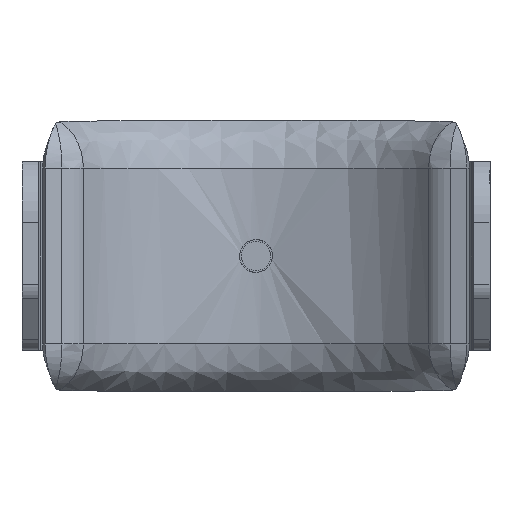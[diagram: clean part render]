
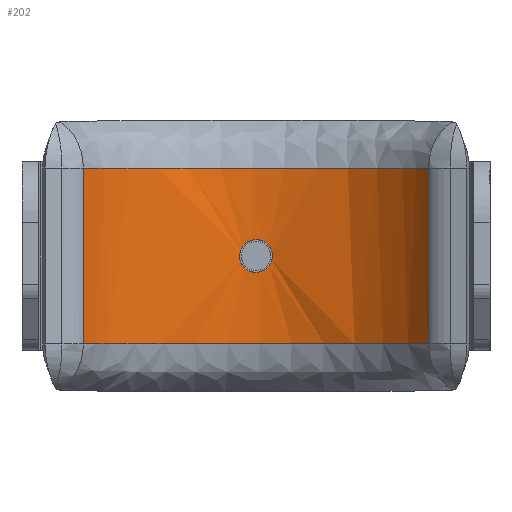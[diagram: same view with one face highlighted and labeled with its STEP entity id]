
A CAD part, front view. The second image highlights one B-rep face of the part: STEP entity #202.
In plain terms, the highlighted free-form (B-spline) face has degree [1, 2] with [2, 9] control points.
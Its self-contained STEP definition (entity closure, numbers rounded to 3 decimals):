
#32=FACE_BOUND('',#689,.T.);
#202=ADVANCED_FACE('',(#440,#32),#3614,.T.);
#440=FACE_OUTER_BOUND('',#688,.T.);
#688=EDGE_LOOP('',(#1600,#1601,#1602,#1603));
#689=EDGE_LOOP('',(#1604,#1605));
#1600=ORIENTED_EDGE('',*,*,#2331,.F.);
#1601=ORIENTED_EDGE('',*,*,#2329,.F.);
#1602=ORIENTED_EDGE('',*,*,#2330,.F.);
#1603=ORIENTED_EDGE('',*,*,#2332,.F.);
#1604=ORIENTED_EDGE('',*,*,#2449,.F.);
#1605=ORIENTED_EDGE('',*,*,#2445,.F.);
#2329=EDGE_CURVE('',#3320,#3321,#3014,.T.);
#2330=EDGE_CURVE('',#3322,#3320,#2810,.T.);
#2331=EDGE_CURVE('',#3321,#3323,#2811,.T.);
#2332=EDGE_CURVE('',#3323,#3322,#3015,.T.);
#2445=EDGE_CURVE('',#3384,#3387,#2896,.T.);
#2449=EDGE_CURVE('',#3387,#3384,#2897,.T.);
#2810=B_SPLINE_CURVE_WITH_KNOTS('',1,(#9133,#9134),.UNSPECIFIED.,.F.,.F.,
(2,2),(-21.434,0.),.UNSPECIFIED.);
#2811=B_SPLINE_CURVE_WITH_KNOTS('',1,(#9135,#9136),.UNSPECIFIED.,.F.,.F.,
(2,2),(0.,21.434),.UNSPECIFIED.);
#2896=B_SPLINE_CURVE_WITH_KNOTS('',3,(#9782,#9783,#9784,#9785,#9786,#9787,
#9788,#9789,#9790,#9791,#9792,#9793,#9794,#9795,#9796,#9797,#9798,#9799,
#9800,#9801,#9802,#9803,#9804,#9805,#9806,#9807,#9808),.UNSPECIFIED.,.F.,
 .F.,(4,2,2,2,2,2,3,2,2,2,2,2,4),(0.,0.394,0.788,
1.578,2.367,2.761,3.155,3.549,
3.943,4.733,5.523,5.917,6.311),
 .UNSPECIFIED.);
#2897=B_SPLINE_CURVE_WITH_KNOTS('',3,(#9818,#9819,#9820,#9821,#9822,#9823,
#9824,#9825,#9826,#9827,#9828,#9829,#9830,#9831,#9832,#9833,#9834,#9835,
#9836,#9837,#9838,#9839,#9840,#9841,#9842,#9843,#9844),.UNSPECIFIED.,.F.,
 .F.,(4,2,2,2,2,2,3,2,2,2,2,2,4),(6.311,6.705,7.099,
7.889,8.678,9.072,9.466,9.86,
10.254,11.044,11.834,12.228,12.622),
 .UNSPECIFIED.);
#3014=(
BOUNDED_CURVE()
B_SPLINE_CURVE(2,(#9128,#9129,#9130,#9131,#9132),.UNSPECIFIED.,.F.,.F.)
B_SPLINE_CURVE_WITH_KNOTS((3,2,3),(0.,24.505,49.009),
 .UNSPECIFIED.)
CURVE()
GEOMETRIC_REPRESENTATION_ITEM()
RATIONAL_B_SPLINE_CURVE((1.,0.891,1.,0.891,1.))
REPRESENTATION_ITEM('')
);
#3015=(
BOUNDED_CURVE()
B_SPLINE_CURVE(2,(#9137,#9138,#9139,#9140,#9141),.UNSPECIFIED.,.F.,.F.)
B_SPLINE_CURVE_WITH_KNOTS((3,2,3),(-49.009,-24.505,0.),
 .UNSPECIFIED.)
CURVE()
GEOMETRIC_REPRESENTATION_ITEM()
RATIONAL_B_SPLINE_CURVE((1.,0.891,1.,0.891,1.))
REPRESENTATION_ITEM('')
);
#3320=VERTEX_POINT('',#9060);
#3321=VERTEX_POINT('',#9061);
#3322=VERTEX_POINT('',#9062);
#3323=VERTEX_POINT('',#9063);
#3384=VERTEX_POINT('',#9124);
#3387=VERTEX_POINT('',#9127);
#3614=(
BOUNDED_SURFACE()
B_SPLINE_SURFACE(1,2,((#7693,#7694,#7695,#7696,#7697,#7698,#7699,#7700,
#7701),(#7702,#7703,#7704,#7705,#7706,#7707,#7708,#7709,#7710)),
 .UNSPECIFIED.,.F.,.F.,.F.)
B_SPLINE_SURFACE_WITH_KNOTS((2,2),(3,2,2,2,3),(0.,25.723),(0.,40.841,
81.681,122.522,163.363),.UNSPECIFIED.)
GEOMETRIC_REPRESENTATION_ITEM()
RATIONAL_B_SPLINE_SURFACE(((1.,0.707,1.,0.707,1.,
0.707,1.,0.707,1.),(1.,0.707,1.,0.707,
1.,0.707,1.,0.707,1.)))
REPRESENTATION_ITEM('')
SURFACE()
);
#7693=CARTESIAN_POINT('',(26.,-35.943,-1.362));
#7694=CARTESIAN_POINT('',(26.,-9.943,-1.362));
#7695=CARTESIAN_POINT('',(0.,-9.943,-1.362));
#7696=CARTESIAN_POINT('',(-26.,-9.943,-1.362));
#7697=CARTESIAN_POINT('',(-26.,-35.943,-1.362));
#7698=CARTESIAN_POINT('',(-26.,-61.943,-1.362));
#7699=CARTESIAN_POINT('',(0.,-61.943,-1.362));
#7700=CARTESIAN_POINT('',(26.,-61.943,-1.362));
#7701=CARTESIAN_POINT('',(26.,-35.943,-1.362));
#7702=CARTESIAN_POINT('',(26.,-35.943,24.362));
#7703=CARTESIAN_POINT('',(26.,-9.943,24.362));
#7704=CARTESIAN_POINT('',(0.,-9.943,24.362));
#7705=CARTESIAN_POINT('',(-26.,-9.943,24.362));
#7706=CARTESIAN_POINT('',(-26.,-35.943,24.362));
#7707=CARTESIAN_POINT('',(-26.,-61.943,24.362));
#7708=CARTESIAN_POINT('',(0.,-61.943,24.362));
#7709=CARTESIAN_POINT('',(26.,-61.943,24.362));
#7710=CARTESIAN_POINT('',(26.,-35.943,24.362));
#9060=CARTESIAN_POINT('',(21.035,-20.66,0.783));
#9061=CARTESIAN_POINT('',(-21.035,-20.66,0.783));
#9062=CARTESIAN_POINT('',(21.035,-20.66,22.217));
#9063=CARTESIAN_POINT('',(-21.035,-20.66,22.217));
#9124=CARTESIAN_POINT('',(0.,-9.943,13.5));
#9127=CARTESIAN_POINT('',(0.,-9.943,9.5));
#9128=CARTESIAN_POINT('',(21.035,-20.66,0.783));
#9129=CARTESIAN_POINT('',(13.248,-9.943,0.783));
#9130=CARTESIAN_POINT('',(0.,-9.943,0.783));
#9131=CARTESIAN_POINT('',(-13.248,-9.943,0.783));
#9132=CARTESIAN_POINT('',(-21.035,-20.66,0.783));
#9133=CARTESIAN_POINT('',(21.035,-20.66,22.217));
#9134=CARTESIAN_POINT('',(21.035,-20.66,0.783));
#9135=CARTESIAN_POINT('',(-21.035,-20.66,0.783));
#9136=CARTESIAN_POINT('',(-21.035,-20.66,22.217));
#9137=CARTESIAN_POINT('',(-21.035,-20.66,22.217));
#9138=CARTESIAN_POINT('',(-13.248,-9.943,22.217));
#9139=CARTESIAN_POINT('',(0.,-9.943,22.217));
#9140=CARTESIAN_POINT('',(13.248,-9.943,22.217));
#9141=CARTESIAN_POINT('',(21.035,-20.66,22.217));
#9782=CARTESIAN_POINT('',(0.,-9.943,13.5));
#9783=CARTESIAN_POINT('',(-0.131,-9.943,13.5));
#9784=CARTESIAN_POINT('',(-0.262,-9.944,13.487));
#9785=CARTESIAN_POINT('',(-0.519,-9.947,13.436));
#9786=CARTESIAN_POINT('',(-0.645,-9.95,13.398));
#9787=CARTESIAN_POINT('',(-1.008,-9.961,13.247));
#9788=CARTESIAN_POINT('',(-1.229,-9.971,13.1));
#9789=CARTESIAN_POINT('',(-1.6,-9.991,12.729));
#9790=CARTESIAN_POINT('',(-1.747,-10.001,12.508));
#9791=CARTESIAN_POINT('',(-1.898,-10.012,12.145));
#9792=CARTESIAN_POINT('',(-1.936,-10.015,12.019));
#9793=CARTESIAN_POINT('',(-1.987,-10.019,11.762));
#9794=CARTESIAN_POINT('',(-2.,-10.02,11.631));
#9795=CARTESIAN_POINT('',(-2.,-10.02,11.5));
#9796=CARTESIAN_POINT('',(-2.,-10.02,11.369));
#9797=CARTESIAN_POINT('',(-1.987,-10.019,11.238));
#9798=CARTESIAN_POINT('',(-1.936,-10.015,10.981));
#9799=CARTESIAN_POINT('',(-1.898,-10.012,10.855));
#9800=CARTESIAN_POINT('',(-1.747,-10.001,10.492));
#9801=CARTESIAN_POINT('',(-1.6,-9.991,10.271));
#9802=CARTESIAN_POINT('',(-1.229,-9.971,9.9));
#9803=CARTESIAN_POINT('',(-1.008,-9.961,9.753));
#9804=CARTESIAN_POINT('',(-0.645,-9.95,9.602));
#9805=CARTESIAN_POINT('',(-0.519,-9.947,9.564));
#9806=CARTESIAN_POINT('',(-0.262,-9.944,9.513));
#9807=CARTESIAN_POINT('',(-0.131,-9.943,9.5));
#9808=CARTESIAN_POINT('',(0.,-9.943,9.5));
#9818=CARTESIAN_POINT('',(0.,-9.943,9.5));
#9819=CARTESIAN_POINT('',(0.131,-9.943,9.5));
#9820=CARTESIAN_POINT('',(0.262,-9.944,9.513));
#9821=CARTESIAN_POINT('',(0.519,-9.947,9.564));
#9822=CARTESIAN_POINT('',(0.645,-9.95,9.602));
#9823=CARTESIAN_POINT('',(1.008,-9.961,9.753));
#9824=CARTESIAN_POINT('',(1.229,-9.971,9.9));
#9825=CARTESIAN_POINT('',(1.6,-9.991,10.271));
#9826=CARTESIAN_POINT('',(1.747,-10.001,10.492));
#9827=CARTESIAN_POINT('',(1.898,-10.012,10.855));
#9828=CARTESIAN_POINT('',(1.936,-10.015,10.981));
#9829=CARTESIAN_POINT('',(1.987,-10.019,11.238));
#9830=CARTESIAN_POINT('',(2.,-10.02,11.369));
#9831=CARTESIAN_POINT('',(2.,-10.02,11.5));
#9832=CARTESIAN_POINT('',(2.,-10.02,11.631));
#9833=CARTESIAN_POINT('',(1.987,-10.019,11.762));
#9834=CARTESIAN_POINT('',(1.936,-10.015,12.019));
#9835=CARTESIAN_POINT('',(1.898,-10.012,12.145));
#9836=CARTESIAN_POINT('',(1.747,-10.001,12.508));
#9837=CARTESIAN_POINT('',(1.6,-9.991,12.729));
#9838=CARTESIAN_POINT('',(1.229,-9.971,13.1));
#9839=CARTESIAN_POINT('',(1.008,-9.961,13.247));
#9840=CARTESIAN_POINT('',(0.645,-9.95,13.398));
#9841=CARTESIAN_POINT('',(0.519,-9.947,13.436));
#9842=CARTESIAN_POINT('',(0.262,-9.944,13.487));
#9843=CARTESIAN_POINT('',(0.131,-9.943,13.5));
#9844=CARTESIAN_POINT('',(0.,-9.943,13.5));
